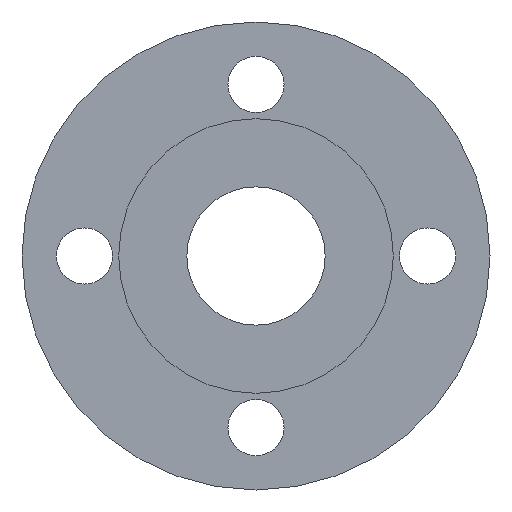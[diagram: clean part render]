
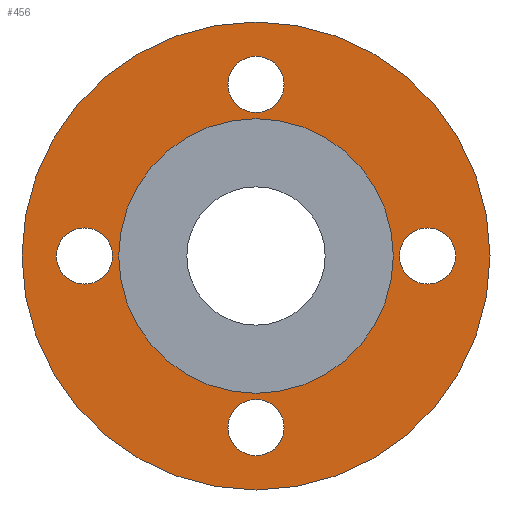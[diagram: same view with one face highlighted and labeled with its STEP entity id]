
A CAD part, front view. The second image highlights one B-rep face of the part: STEP entity #456.
In plain terms, the highlighted planar face has unit normal (0, -1, 0).
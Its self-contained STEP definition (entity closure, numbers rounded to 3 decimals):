
#2 = CIRCLE ( 'NONE', #271, 44. ) ;
#9 = ORIENTED_EDGE ( 'NONE', *, *, #711, .F. ) ;
#12 = EDGE_CURVE ( 'NONE', #305, #550, #549, .T. ) ;
#13 = EDGE_CURVE ( 'NONE', #183, #744, #98, .T. ) ;
#17 = ORIENTED_EDGE ( 'NONE', *, *, #91, .F. ) ;
#36 = DIRECTION ( 'NONE',  ( 0., -1., 0. ) ) ;
#43 = ORIENTED_EDGE ( 'NONE', *, *, #522, .F. ) ;
#53 = ORIENTED_EDGE ( 'NONE', *, *, #284, .T. ) ;
#60 = ORIENTED_EDGE ( 'NONE', *, *, #495, .F. ) ;
#63 = DIRECTION ( 'NONE',  ( 0., 0., 1. ) ) ;
#72 = DIRECTION ( 'NONE',  ( 0., -1., 0. ) ) ;
#74 = AXIS2_PLACEMENT_3D ( 'NONE', #430, #615, #810 ) ;
#78 = ORIENTED_EDGE ( 'NONE', *, *, #756, .T. ) ;
#80 = DIRECTION ( 'NONE',  ( 0., -1., 0. ) ) ;
#91 = EDGE_CURVE ( 'NONE', #550, #305, #815, .T. ) ;
#98 = CIRCLE ( 'NONE', #539, 75. ) ;
#104 = CARTESIAN_POINT ( 'NONE',  ( -46., 3., 0. ) ) ;
#124 = EDGE_LOOP ( 'NONE', ( #9, #43 ) ) ;
#125 = CARTESIAN_POINT ( 'NONE',  ( 46., 3., 0. ) ) ;
#126 = DIRECTION ( 'NONE',  ( 0., 0., 1. ) ) ;
#136 = DIRECTION ( 'NONE',  ( 0., -1., 0. ) ) ;
#141 = CIRCLE ( 'NONE', #155, 9. ) ;
#148 = CARTESIAN_POINT ( 'NONE',  ( 0., 3., 44. ) ) ;
#153 = VERTEX_POINT ( 'NONE', #125 ) ;
#155 = AXIS2_PLACEMENT_3D ( 'NONE', #647, #592, #502 ) ;
#166 = CIRCLE ( 'NONE', #278, 9. ) ;
#171 = EDGE_CURVE ( 'NONE', #782, #187, #141, .T. ) ;
#172 = VERTEX_POINT ( 'NONE', #188 ) ;
#179 = CARTESIAN_POINT ( 'NONE',  ( 0., 3., -46. ) ) ;
#182 = CIRCLE ( 'NONE', #215, 9. ) ;
#183 = VERTEX_POINT ( 'NONE', #317 ) ;
#187 = VERTEX_POINT ( 'NONE', #179 ) ;
#188 = CARTESIAN_POINT ( 'NONE',  ( 64., 3., 0. ) ) ;
#202 = CARTESIAN_POINT ( 'NONE',  ( 0., 3., 55. ) ) ;
#204 = CARTESIAN_POINT ( 'NONE',  ( 0., 3., 75. ) ) ;
#208 = CARTESIAN_POINT ( 'NONE',  ( 0., 3., 44. ) ) ;
#215 = AXIS2_PLACEMENT_3D ( 'NONE', #503, #589, #126 ) ;
#218 = DIRECTION ( 'NONE',  ( -1., 0., 0. ) ) ;
#238 = DIRECTION ( 'NONE',  ( 0., 0., -1. ) ) ;
#247 = DIRECTION ( 'NONE',  ( 1., 0., 0. ) ) ;
#252 = DIRECTION ( 'NONE',  ( 0., 1., 0. ) ) ;
#253 = CIRCLE ( 'NONE', #544, 9. ) ;
#271 = AXIS2_PLACEMENT_3D ( 'NONE', #828, #252, #515 ) ;
#275 = FACE_BOUND ( 'NONE', #441, .T. ) ;
#278 = AXIS2_PLACEMENT_3D ( 'NONE', #642, #72, #247 ) ;
#279 = EDGE_LOOP ( 'NONE', ( #433, #369 ) ) ;
#284 = EDGE_CURVE ( 'NONE', #329, #346, #2, .T. ) ;
#285 = AXIS2_PLACEMENT_3D ( 'NONE', #638, #521, #573 ) ;
#292 = ORIENTED_EDGE ( 'NONE', *, *, #12, .F. ) ;
#305 = VERTEX_POINT ( 'NONE', #652 ) ;
#317 = CARTESIAN_POINT ( 'NONE',  ( 0., 3., -75. ) ) ;
#318 = CIRCLE ( 'NONE', #760, 9. ) ;
#326 = CARTESIAN_POINT ( 'NONE',  ( 0., 3., -64. ) ) ;
#329 = VERTEX_POINT ( 'NONE', #542 ) ;
#340 = DIRECTION ( 'NONE',  ( 0., 0., -1. ) ) ;
#346 = VERTEX_POINT ( 'NONE', #208 ) ;
#369 = ORIENTED_EDGE ( 'NONE', *, *, #13, .F. ) ;
#372 = DIRECTION ( 'NONE',  ( 0., 0., 1. ) ) ;
#390 = DIRECTION ( 'NONE',  ( 0., 1., 0. ) ) ;
#391 = FACE_BOUND ( 'NONE', #695, .T. ) ;
#396 = CARTESIAN_POINT ( 'NONE',  ( 0., 3., 46. ) ) ;
#405 = AXIS2_PLACEMENT_3D ( 'NONE', #148, #80, #340 ) ;
#406 = EDGE_CURVE ( 'NONE', #744, #183, #852, .T. ) ;
#409 = FACE_OUTER_BOUND ( 'NONE', #279, .T. ) ;
#430 = CARTESIAN_POINT ( 'NONE',  ( -55., 3., 0. ) ) ;
#432 = CARTESIAN_POINT ( 'NONE',  ( 0., 3., -55. ) ) ;
#433 = ORIENTED_EDGE ( 'NONE', *, *, #406, .F. ) ;
#441 = EDGE_LOOP ( 'NONE', ( #757, #703 ) ) ;
#456 = ADVANCED_FACE ( 'NONE', ( #391, #856, #793, #275, #548, #409 ), #739, .T. ) ;
#463 = AXIS2_PLACEMENT_3D ( 'NONE', #468, #390, #63 ) ;
#468 = CARTESIAN_POINT ( 'NONE',  ( 0., 3., 0. ) ) ;
#480 = AXIS2_PLACEMENT_3D ( 'NONE', #595, #536, #674 ) ;
#487 = VERTEX_POINT ( 'NONE', #707 ) ;
#495 = EDGE_CURVE ( 'NONE', #673, #487, #182, .T. ) ;
#502 = DIRECTION ( 'NONE',  ( 0., 0., -1. ) ) ;
#503 = CARTESIAN_POINT ( 'NONE',  ( 0., 3., 55. ) ) ;
#515 = DIRECTION ( 'NONE',  ( 0., 0., 1. ) ) ;
#521 = DIRECTION ( 'NONE',  ( 0., -1., 0. ) ) ;
#522 = EDGE_CURVE ( 'NONE', #172, #153, #702, .T. ) ;
#536 = DIRECTION ( 'NONE',  ( 0., 1., 0. ) ) ;
#539 = AXIS2_PLACEMENT_3D ( 'NONE', #617, #552, #688 ) ;
#542 = CARTESIAN_POINT ( 'NONE',  ( 0., 3., -44. ) ) ;
#544 = AXIS2_PLACEMENT_3D ( 'NONE', #202, #136, #372 ) ;
#545 = CARTESIAN_POINT ( 'NONE',  ( -55., 3., 0. ) ) ;
#548 = FACE_BOUND ( 'NONE', #819, .T. ) ;
#549 = CIRCLE ( 'NONE', #849, 9. ) ;
#550 = VERTEX_POINT ( 'NONE', #104 ) ;
#552 = DIRECTION ( 'NONE',  ( 0., 1., 0. ) ) ;
#573 = DIRECTION ( 'NONE',  ( 1., 0., 0. ) ) ;
#589 = DIRECTION ( 'NONE',  ( 0., -1., 0. ) ) ;
#592 = DIRECTION ( 'NONE',  ( 0., -1., 0. ) ) ;
#595 = CARTESIAN_POINT ( 'NONE',  ( 0., 3., 0. ) ) ;
#613 = EDGE_LOOP ( 'NONE', ( #60, #662 ) ) ;
#615 = DIRECTION ( 'NONE',  ( 0., -1., 0. ) ) ;
#617 = CARTESIAN_POINT ( 'NONE',  ( 0., 3., 0. ) ) ;
#638 = CARTESIAN_POINT ( 'NONE',  ( 55., 3., 0. ) ) ;
#642 = CARTESIAN_POINT ( 'NONE',  ( 55., 3., 0. ) ) ;
#647 = CARTESIAN_POINT ( 'NONE',  ( 0., 3., -55. ) ) ;
#652 = CARTESIAN_POINT ( 'NONE',  ( -64., 3., 0. ) ) ;
#661 = EDGE_CURVE ( 'NONE', #487, #673, #253, .T. ) ;
#662 = ORIENTED_EDGE ( 'NONE', *, *, #661, .F. ) ;
#673 = VERTEX_POINT ( 'NONE', #396 ) ;
#674 = DIRECTION ( 'NONE',  ( 0., 0., 1. ) ) ;
#688 = DIRECTION ( 'NONE',  ( 0., 0., 1. ) ) ;
#695 = EDGE_LOOP ( 'NONE', ( #17, #292 ) ) ;
#702 = CIRCLE ( 'NONE', #285, 9. ) ;
#703 = ORIENTED_EDGE ( 'NONE', *, *, #171, .F. ) ;
#707 = CARTESIAN_POINT ( 'NONE',  ( 0., 3., 64. ) ) ;
#711 = EDGE_CURVE ( 'NONE', #153, #172, #166, .T. ) ;
#739 = PLANE ( 'NONE',  #405 ) ;
#744 = VERTEX_POINT ( 'NONE', #204 ) ;
#756 = EDGE_CURVE ( 'NONE', #346, #329, #825, .T. ) ;
#757 = ORIENTED_EDGE ( 'NONE', *, *, #844, .F. ) ;
#758 = DIRECTION ( 'NONE',  ( 0., -1., 0. ) ) ;
#760 = AXIS2_PLACEMENT_3D ( 'NONE', #432, #36, #238 ) ;
#782 = VERTEX_POINT ( 'NONE', #326 ) ;
#793 = FACE_BOUND ( 'NONE', #124, .T. ) ;
#810 = DIRECTION ( 'NONE',  ( -1., 0., 0. ) ) ;
#815 = CIRCLE ( 'NONE', #74, 9. ) ;
#819 = EDGE_LOOP ( 'NONE', ( #78, #53 ) ) ;
#825 = CIRCLE ( 'NONE', #463, 44. ) ;
#828 = CARTESIAN_POINT ( 'NONE',  ( 0., 3., 0. ) ) ;
#844 = EDGE_CURVE ( 'NONE', #187, #782, #318, .T. ) ;
#849 = AXIS2_PLACEMENT_3D ( 'NONE', #545, #758, #218 ) ;
#852 = CIRCLE ( 'NONE', #480, 75. ) ;
#856 = FACE_BOUND ( 'NONE', #613, .T. ) ;
